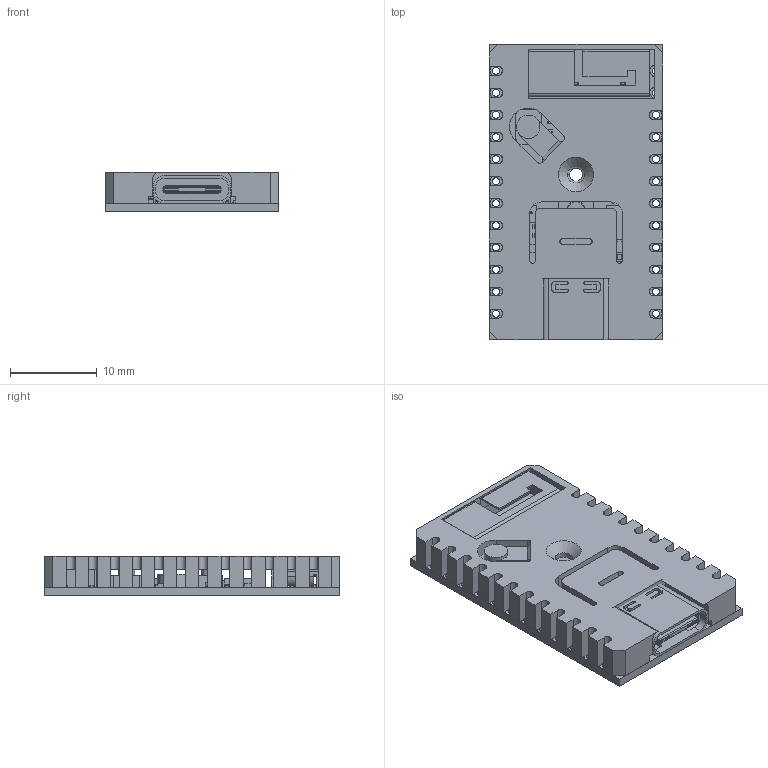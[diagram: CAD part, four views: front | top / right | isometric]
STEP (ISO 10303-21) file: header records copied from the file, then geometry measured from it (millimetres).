
FILE_DESCRIPTION(/* description */ (''),/* implementation_level */ '2;1');
FILE_NAME(/* name */ 'M5Stamp-C3.step',/* time_stamp */ '2023-01-31T13:44:00Z',/* author */ (''),/* organization */ (''),/* preprocessor_version */ 'ST-DEVELOPER v19.2',/* originating_system */ 'Autodesk Translation Framework v11.17.0.187',/* authorisation */ '');
FILE_SCHEMA (('AUTOMOTIVE_DESIGN { 1 0 10303 214 3 1 1 }'));
Products named in the file (48): M5Stamp-C3; PCB, M5Stamp-C3; Female USB Type C Connector, M5Stamp-C3; ANT1, PRO-OB-440, M5Stamp-C3; ESP32­C3 Microcontroller, M5Stamp-C3; LED, M5Stamp-C3; Momentary Tactile Push Button, M5Stamp-C3_S1; Momentary Tactile Push Button, M5Stamp-C3_S2; 8Z40000017, TXC, Crystal Resonator, 40 MHz, M5Stamp C3; Fastening Press Fit Nut, M5Stamp-C3; SMD Resistor, Configurable, M5Stamp-C3_R1; SMD Resistor, Configurable, M5Stamp-C3_R3; SMD Resistor, Configurable, M5Stamp-C3_R4; SMD Resistor, Configurable, M5Stamp-C3_R7; SMD Resistor, Configurable, M5Stamp-C3_R6; SMD Resistor, Configurable, M5Stamp-C3_R5; SMD Resistor, Configurable, M5Stamp-C3_R8; SMD Resistor, Configurable, M5Stamp-C3_R9; SMD Capacitor, Configurable, M5Stamp-C3_C5; SMD Capacitor, Configurable, M5Stamp-C3_C6; SMD Capacitor, Configurable, M5Stamp-C3_C7; SMD Capacitor, Configurable, M5Stamp-C3_C8; SMD Capacitor, Configurable, M5Stamp-C3_C9; SMD Capacitor, Configurable, M5Stamp-C3_C10; SMD Capacitor, Configurable, M5Stamp-C3_C11; SMD Capacitor, Configurable, M5Stamp-C3_C15; SMD Capacitor, Configurable, M5Stamp-C3_C13; SMD Capacitor, Configurable, M5Stamp-C3_C19; SMD Capacitor, Configurable, M5Stamp-C3_C20; SMD Capacitor, Configurable, M5Stamp-C3_C14; SMD Capacitor, Configurable, M5Stamp-C3_C3; SMD Capacitor, Configurable, M5Stamp-C3_C12; SMD Capacitor, Configurable, M5Stamp-C3_C2; SMD Capacitor, Configurable, M5Stamp-C3_C4; CH9102F, USB Serial Port Chip, M5Stamp C3; SMD Resistor, Configurable, M5Stamp-C3_R10; SMD Resistor, Configurable, M5Stamp-C3_R11; SMD Capacitor, Configurable, M5Stamp-C3_C18; SMD Capacitor, Configurable, M5Stamp-C3_C17; SY8003, Step-Down DC-DC Regulator, M5Stamp-C3 ...
Assembly tree (50 placements, depth 2):
  M5Stamp-C3
    PCB, M5Stamp-C3
    Female USB Type C Connector, M5Stamp-C3
    ANT1, PRO-OB-440, M5Stamp-C3
    ESP32­C3 Microcontroller, M5Stamp-C3
    LED, M5Stamp-C3
    Momentary Tactile Push Button, M5Stamp-C3_S1
    Momentary Tactile Push Button, M5Stamp-C3_S2
    8Z40000017, TXC, Crystal Resonator, 40 MHz, M5Stamp C3
    Fastening Press Fit Nut, M5Stamp-C3
    SMD Resistor, Configurable, M5Stamp-C3_R1
    SMD Capacitor, Configurable, M5Stamp-C3_C1  x2
    SMD Resistor, Configurable, M5Stamp-C3_R3
    SMD Resistor, Configurable, M5Stamp-C3_R4
    SMD Resistor, Configurable, M5Stamp-C3_R7
    SMD Resistor, Configurable, M5Stamp-C3_R6
    SMD Resistor, Configurable, M5Stamp-C3_R5
    SMD Resistor, Configurable, M5Stamp-C3_R8
    SMD Resistor, Configurable, M5Stamp-C3_R2  x2
    SMD Resistor, Configurable, M5Stamp-C3_R9
    SMD Capacitor, Configurable, M5Stamp-C3_C5
    SMD Capacitor, Configurable, M5Stamp-C3_C6
    SMD Capacitor, Configurable, M5Stamp-C3_C7
    SMD Capacitor, Configurable, M5Stamp-C3_C8
    SMD Capacitor, Configurable, M5Stamp-C3_C9
    SMD Capacitor, Configurable, M5Stamp-C3_C10
    SMD Capacitor, Configurable, M5Stamp-C3_C11
    SMD Capacitor, Configurable, M5Stamp-C3_C15
    SMD Capacitor, Configurable, M5Stamp-C3_C13
    SMD Capacitor, Configurable, M5Stamp-C3_C19
    SMD Capacitor, Configurable, M5Stamp-C3_C20
    SMD Capacitor, Configurable, M5Stamp-C3_C14
    SMD Capacitor, Configurable, M5Stamp-C3_C3
    SMD Capacitor, Configurable, M5Stamp-C3_C12
    SMD Capacitor, Configurable, M5Stamp-C3_C2
    SMD Capacitor, Configurable, M5Stamp-C3_C4
    SMD Transistor, M5Stamp-C3  x2
    CH9102F, USB Serial Port Chip, M5Stamp C3
    SMD Resistor, Configurable, M5Stamp-C3_R10
    SMD Resistor, Configurable, M5Stamp-C3_R11
    SMD Capacitor, Configurable, M5Stamp-C3_C18
    SMD Capacitor, Configurable, M5Stamp-C3_C17
    SY8003, Step-Down DC-DC Regulator, M5Stamp-C3
    SMD Capacitor, Configurable, M5Stamp-C3_C16
    SMD Capacitor, Configurable, M5Stamp-C3_C21
    SMD Capacitor, Configurable, M5Stamp-C3_C23
    Large SMD Component, Configurable, M5Stamp-C3_M1
    Cover, M5Stamp-C3
Bounding box: 20 x 34 x 4.6 mm (x, y, z)
Volume: 1816.2 mm3; surface area: 4479.6 mm2
Topology: 122 solids, 123 shells, 2023 faces, 4891 edges, 3227 vertices
Faces by surface type: plane 1526, cylinder 312, bspline 171, sphere 8, torus 4, cone 2
Full cylindrical faces by diameter (mm): 0.8 x32, 1.2 x16, 1.4 x48, 1.513 x4, 1.8 x2, 2 x7, 2.6 x2, 2.7 x1, 4 x1
Entity records: 69963 total; most frequent: CARTESIAN_POINT 22408, ORIENTED_EDGE 9390, DIRECTION 8696, EDGE_CURVE 4695, LINE 3736, VECTOR 3736, VERTEX_POINT 3099, AXIS2_PLACEMENT_3D 2480
